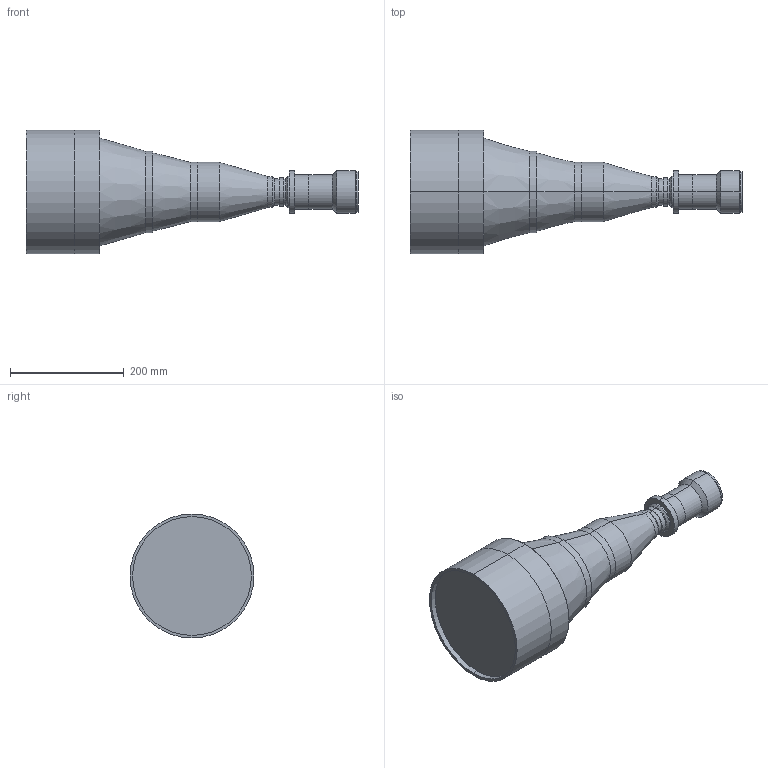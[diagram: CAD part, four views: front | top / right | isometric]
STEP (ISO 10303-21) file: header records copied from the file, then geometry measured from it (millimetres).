
FILE_DESCRIPTION (( 'STEP AP203' ), '1' );
FILE_NAME ('S5LPJ3005_M72_01.STEP', '2016-10-24T12:25:04', ( 'poweredge' ), ( 'Hewlett-Packard Company' ), 'SwSTEP 2.0', 'SolidWorks 2015', '' );
FILE_SCHEMA (( 'CONFIG_CONTROL_DESIGN' ));
Length unit declared in the file: millimetre
Products named in the file (1): S5LPJ3005_M72_01
Bounding box: 583.77 x 218 x 218 mm (x, y, z)
Volume: 8484622.5 mm3; surface area: 308296.3 mm2
Topology: 1 solids, 1 shells, 104 faces, 208 edges, 128 vertices
Faces by surface type: cylinder 60, plane 24, cone 16, torus 4
Entity records: 2805 total; most frequent: DIRECTION 550, CARTESIAN_POINT 441, ORIENTED_EDGE 416, AXIS2_PLACEMENT_3D 237, EDGE_CURVE 208, CIRCLE 132, VERTEX_POINT 128, EDGE_LOOP 126
